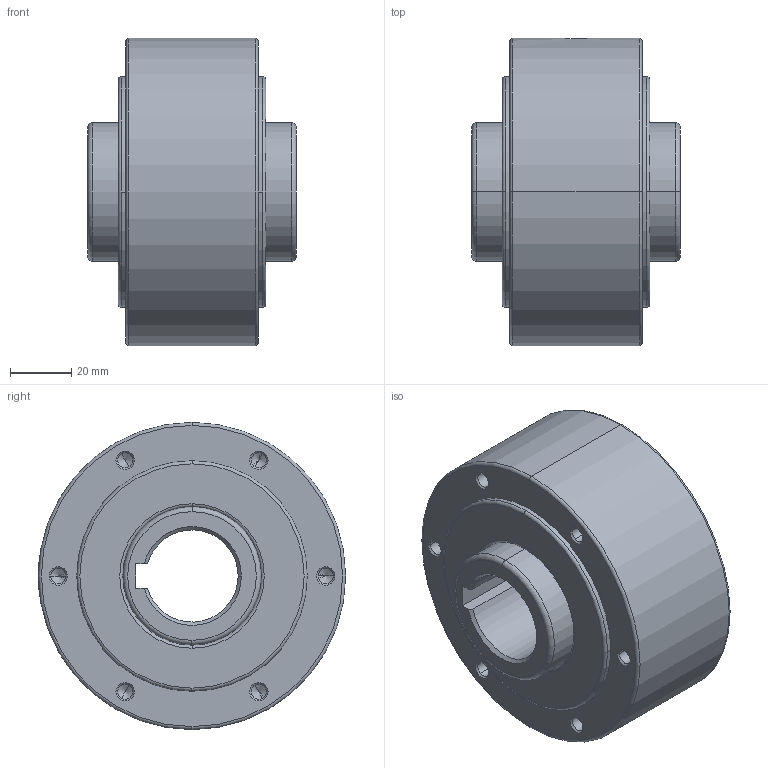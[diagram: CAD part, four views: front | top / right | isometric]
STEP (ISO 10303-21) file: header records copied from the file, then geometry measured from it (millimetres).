
FILE_DESCRIPTION(('STEP AP214'),'1');
FILE_NAME('glg_30.stp','2019-09-14T12:02:56',('TraceParts'),('TraceParts S.A.'),'Spatial InterOp 3D',' ',' ');
FILE_SCHEMA(('AUTOMOTIVE_DESIGN { 1 0 10303 214 1 1 1 1 }'));
Length unit declared in the file: millimetre
Products named in the file (1): glg_30
Bounding box: 68 x 100 x 100 mm (x, y, z)
Volume: 337264 mm3; surface area: 44095.8 mm2
Topology: 1 solids, 5 shells, 207 faces, 482 edges, 287 vertices
Faces by surface type: cylinder 76, cone 76, plane 31, torus 24
Entity records: 5876 total; most frequent: DIRECTION 1147, CARTESIAN_POINT 1028, ORIENTED_EDGE 916, AXIS2_PLACEMENT_3D 488, EDGE_CURVE 458, VERTEX_POINT 287, CIRCLE 280, EDGE_LOOP 243
